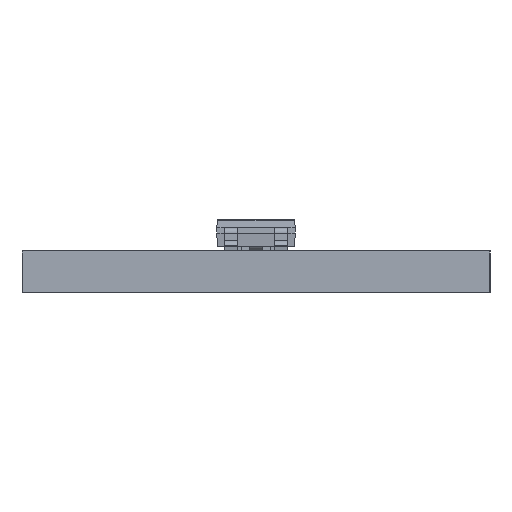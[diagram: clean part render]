
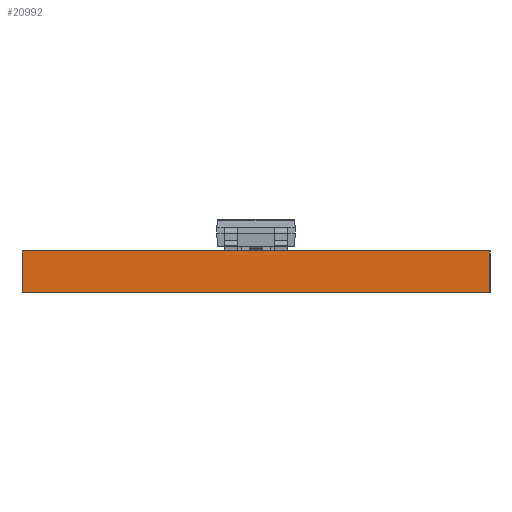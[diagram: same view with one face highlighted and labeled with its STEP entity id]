
A CAD part, left-side view. The second image highlights one B-rep face of the part: STEP entity #20992.
In plain terms, the highlighted planar face has unit normal (-1, 0, 0).
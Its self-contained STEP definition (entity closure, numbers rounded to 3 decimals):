
#1817 = EDGE_LOOP ( 'NONE', ( #8821, #15535, #25322, #10622 ) ) ;
#1998 = LINE ( 'NONE', #19564, #3454 ) ;
#3454 = VECTOR ( 'NONE', #31371, 1000. ) ;
#4868 = EDGE_CURVE ( 'NONE', #23012, #6921, #21664, .T. ) ;
#5142 = EDGE_CURVE ( 'NONE', #5913, #23012, #22063, .T. ) ;
#5913 = VERTEX_POINT ( 'NONE', #8333 ) ;
#6921 = VERTEX_POINT ( 'NONE', #19370 ) ;
#7150 = CARTESIAN_POINT ( 'NONE',  ( 0., 17.78, 0. ) ) ;
#8333 = CARTESIAN_POINT ( 'NONE',  ( 0., 17.78, 1.575 ) ) ;
#8615 = VECTOR ( 'NONE', #9627, 1000. ) ;
#8821 = ORIENTED_EDGE ( 'NONE', *, *, #4868, .T. ) ;
#9513 = DIRECTION ( 'NONE',  ( 0., -1., 0. ) ) ;
#9627 = DIRECTION ( 'NONE',  ( 0., 0., -1. ) ) ;
#10296 = FACE_OUTER_BOUND ( 'NONE', #1817, .T. ) ;
#10463 = EDGE_CURVE ( 'NONE', #5913, #31534, #1998, .T. ) ;
#10622 = ORIENTED_EDGE ( 'NONE', *, *, #5142, .T. ) ;
#12562 = EDGE_CURVE ( 'NONE', #31534, #6921, #29085, .T. ) ;
#13377 = AXIS2_PLACEMENT_3D ( 'NONE', #20215, #15239, #14606 ) ;
#14606 = DIRECTION ( 'NONE',  ( 0., 0., -1. ) ) ;
#14909 = PLANE ( 'NONE',  #13377 ) ;
#15239 = DIRECTION ( 'NONE',  ( 1., 0., 0. ) ) ;
#15508 = VECTOR ( 'NONE', #9513, 1000. ) ;
#15535 = ORIENTED_EDGE ( 'NONE', *, *, #12562, .F. ) ;
#19370 = CARTESIAN_POINT ( 'NONE',  ( 0., 0., 0. ) ) ;
#19564 = CARTESIAN_POINT ( 'NONE',  ( 0., 0., 1.575 ) ) ;
#20215 = CARTESIAN_POINT ( 'NONE',  ( 0., 0., 1.575 ) ) ;
#20992 = ADVANCED_FACE ( 'NONE', ( #10296 ), #14909, .F. ) ;
#21664 = LINE ( 'NONE', #31392, #15508 ) ;
#22063 = LINE ( 'NONE', #26996, #26858 ) ;
#22085 = CARTESIAN_POINT ( 'NONE',  ( 0., 0., 1.575 ) ) ;
#22770 = CARTESIAN_POINT ( 'NONE',  ( 0., 0., 1.575 ) ) ;
#23012 = VERTEX_POINT ( 'NONE', #7150 ) ;
#25322 = ORIENTED_EDGE ( 'NONE', *, *, #10463, .F. ) ;
#26858 = VECTOR ( 'NONE', #29554, 1000. ) ;
#26996 = CARTESIAN_POINT ( 'NONE',  ( 0., 17.78, 1.575 ) ) ;
#29085 = LINE ( 'NONE', #22085, #8615 ) ;
#29554 = DIRECTION ( 'NONE',  ( 0., 0., -1. ) ) ;
#31371 = DIRECTION ( 'NONE',  ( 0., -1., 0. ) ) ;
#31392 = CARTESIAN_POINT ( 'NONE',  ( 0., 0., 0. ) ) ;
#31534 = VERTEX_POINT ( 'NONE', #22770 ) ;
